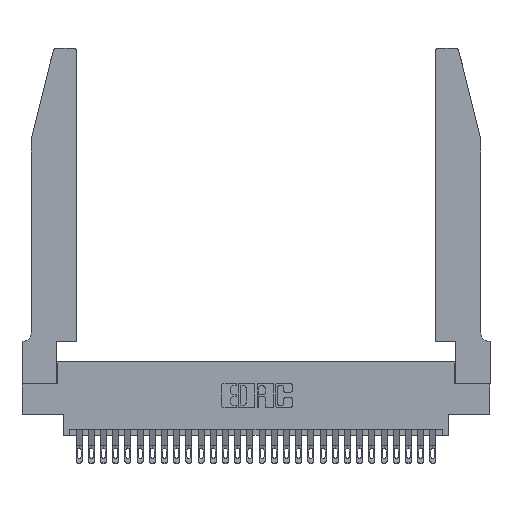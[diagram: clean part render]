
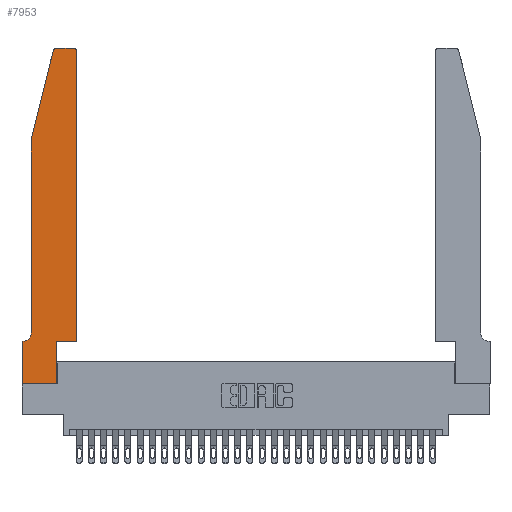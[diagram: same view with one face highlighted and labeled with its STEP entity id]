
A CAD part, top view. The second image highlights one B-rep face of the part: STEP entity #7953.
In plain terms, the highlighted planar face has unit normal (0, 0, 1).
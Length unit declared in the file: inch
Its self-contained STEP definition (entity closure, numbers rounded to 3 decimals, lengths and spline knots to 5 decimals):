
#100 = CARTESIAN_POINT ( 'NONE',  ( 0.2865, 0.35, 0.37 ) ) ;
#564 = EDGE_CURVE ( 'NONE', #25273, #3164, #15391, .T. ) ;
#756 = CARTESIAN_POINT ( 'NONE',  ( 0.25487, 2.72718, 0.37 ) ) ;
#870 = CARTESIAN_POINT ( 'NONE',  ( 0.2605, 2.75, 0.37 ) ) ;
#1220 = VERTEX_POINT ( 'NONE', #2503 ) ;
#1584 = DIRECTION ( 'NONE',  ( 0., -1., 0. ) ) ;
#1591 = ORIENTED_EDGE ( 'NONE', *, *, #5058, .T. ) ;
#1863 = DIRECTION ( 'NONE',  ( 0., -1., 0. ) ) ;
#2049 = ORIENTED_EDGE ( 'NONE', *, *, #564, .T. ) ;
#2503 = CARTESIAN_POINT ( 'NONE',  ( 0.0755, 2., 0.37 ) ) ;
#2713 = DIRECTION ( 'NONE',  ( -1., 0., 0. ) ) ;
#2736 = LINE ( 'NONE', #12040, #26255 ) ;
#2797 = CARTESIAN_POINT ( 'NONE',  ( 0.4505, 2.72, 0.37 ) ) ;
#3164 = VERTEX_POINT ( 'NONE', #15791 ) ;
#4002 = VERTEX_POINT ( 'NONE', #24914 ) ;
#5058 = EDGE_CURVE ( 'NONE', #6177, #25273, #23228, .T. ) ;
#5441 = ORIENTED_EDGE ( 'NONE', *, *, #19298, .T. ) ;
#5454 = VECTOR ( 'NONE', #18741, 39.37008 ) ;
#5754 = LINE ( 'NONE', #27832, #23829 ) ;
#6019 = LINE ( 'NONE', #100, #7497 ) ;
#6177 = VERTEX_POINT ( 'NONE', #2797 ) ;
#6342 = EDGE_CURVE ( 'NONE', #3164, #26102, #17228, .T. ) ;
#7181 = CARTESIAN_POINT ( 'NONE',  ( 0.284, 2.72, 0.37 ) ) ;
#7372 = EDGE_CURVE ( 'NONE', #1220, #23309, #5754, .T. ) ;
#7497 = VECTOR ( 'NONE', #16521, 39.37008 ) ;
#7506 = AXIS2_PLACEMENT_3D ( 'NONE', #10359, #29082, #24272 ) ;
#7953 = ADVANCED_FACE ( 'NONE', ( #17465 ), #21900, .T. ) ;
#8218 = EDGE_CURVE ( 'NONE', #4002, #29172, #25976, .T. ) ;
#9228 = LINE ( 'NONE', #25756, #14734 ) ;
#10025 = CARTESIAN_POINT ( 'NONE',  ( 0.4505, 0.35, 0.37 ) ) ;
#10359 = CARTESIAN_POINT ( 'NONE',  ( 0., 0.35, 0.37 ) ) ;
#10933 = DIRECTION ( 'NONE',  ( 0., 0., 1. ) ) ;
#12040 = CARTESIAN_POINT ( 'NONE',  ( 0.4505, 0.35, 0.37 ) ) ;
#12261 = VECTOR ( 'NONE', #17866, 39.37008 ) ;
#12407 = DIRECTION ( 'NONE',  ( 1., 0., 0. ) ) ;
#12512 = CARTESIAN_POINT ( 'NONE',  ( 0., 0., 0.37 ) ) ;
#13083 = CARTESIAN_POINT ( 'NONE',  ( 0.0055, 0.42, 0.37 ) ) ;
#13173 = CARTESIAN_POINT ( 'NONE',  ( 0.0755, 2., 0.37 ) ) ;
#13189 = CARTESIAN_POINT ( 'NONE',  ( 0.4205, 2.72, 0.37 ) ) ;
#13360 = LINE ( 'NONE', #15862, #19200 ) ;
#13374 = AXIS2_PLACEMENT_3D ( 'NONE', #13189, #10933, #17667 ) ;
#14124 = EDGE_CURVE ( 'NONE', #19742, #6177, #9228, .T. ) ;
#14389 = CARTESIAN_POINT ( 'NONE',  ( 0.2865, 0., 0.37 ) ) ;
#14407 = DIRECTION ( 'NONE',  ( 1., 0., 0. ) ) ;
#14438 = CARTESIAN_POINT ( 'NONE',  ( 0.0755, 0.42, 0.37 ) ) ;
#14734 = VECTOR ( 'NONE', #16573, 39.37008 ) ;
#15131 = CIRCLE ( 'NONE', #18567, 0.07 ) ;
#15391 = LINE ( 'NONE', #870, #5454 ) ;
#15621 = ORIENTED_EDGE ( 'NONE', *, *, #21785, .T. ) ;
#15791 = CARTESIAN_POINT ( 'NONE',  ( 0.284, 2.75, 0.37 ) ) ;
#15862 = CARTESIAN_POINT ( 'NONE',  ( 0.0755, 0.35, 0.37 ) ) ;
#16338 = ORIENTED_EDGE ( 'NONE', *, *, #23632, .T. ) ;
#16401 = VECTOR ( 'NONE', #1584, 39.37008 ) ;
#16521 = DIRECTION ( 'NONE',  ( 0., 1., 0. ) ) ;
#16573 = DIRECTION ( 'NONE',  ( 0., 1., 0. ) ) ;
#17228 = CIRCLE ( 'NONE', #22917, 0.03 ) ;
#17389 = LINE ( 'NONE', #19170, #18131 ) ;
#17465 = FACE_OUTER_BOUND ( 'NONE', #26273, .T. ) ;
#17667 = DIRECTION ( 'NONE',  ( 1., 0., 0. ) ) ;
#17866 = DIRECTION ( 'NONE',  ( -0.239, -0.971, 0. ) ) ;
#18131 = VECTOR ( 'NONE', #12407, 39.37008 ) ;
#18424 = CARTESIAN_POINT ( 'NONE',  ( 0.4205, 2.75, 0.37 ) ) ;
#18567 = AXIS2_PLACEMENT_3D ( 'NONE', #13083, #24728, #26970 ) ;
#18741 = DIRECTION ( 'NONE',  ( -1., 0., 0. ) ) ;
#19170 = CARTESIAN_POINT ( 'NONE',  ( 0., 0., 0.37 ) ) ;
#19200 = VECTOR ( 'NONE', #2713, 39.37008 ) ;
#19298 = EDGE_CURVE ( 'NONE', #23750, #4002, #13360, .T. ) ;
#19416 = ORIENTED_EDGE ( 'NONE', *, *, #14124, .T. ) ;
#19742 = VERTEX_POINT ( 'NONE', #10025 ) ;
#20648 = DIRECTION ( 'NONE',  ( 1., 0., 0. ) ) ;
#21471 = EDGE_CURVE ( 'NONE', #29172, #27826, #17389, .T. ) ;
#21785 = EDGE_CURVE ( 'NONE', #26102, #1220, #29543, .T. ) ;
#21900 = PLANE ( 'NONE',  #7506 ) ;
#22512 = CARTESIAN_POINT ( 'NONE',  ( 0., 0., 0.37 ) ) ;
#22917 = AXIS2_PLACEMENT_3D ( 'NONE', #7181, #27854, #20648 ) ;
#23228 = CIRCLE ( 'NONE', #13374, 0.03 ) ;
#23309 = VERTEX_POINT ( 'NONE', #14438 ) ;
#23632 = EDGE_CURVE ( 'NONE', #23309, #23750, #15131, .T. ) ;
#23750 = VERTEX_POINT ( 'NONE', #29833 ) ;
#23829 = VECTOR ( 'NONE', #1863, 39.37008 ) ;
#24244 = ORIENTED_EDGE ( 'NONE', *, *, #7372, .T. ) ;
#24272 = DIRECTION ( 'NONE',  ( 1., 0., 0. ) ) ;
#24728 = DIRECTION ( 'NONE',  ( 0., 0., -1. ) ) ;
#24758 = ORIENTED_EDGE ( 'NONE', *, *, #21471, .T. ) ;
#24914 = CARTESIAN_POINT ( 'NONE',  ( 0., 0.35, 0.37 ) ) ;
#25014 = VERTEX_POINT ( 'NONE', #29451 ) ;
#25273 = VERTEX_POINT ( 'NONE', #18424 ) ;
#25756 = CARTESIAN_POINT ( 'NONE',  ( 0.4505, 0.35, 0.37 ) ) ;
#25976 = LINE ( 'NONE', #22512, #16401 ) ;
#26102 = VERTEX_POINT ( 'NONE', #756 ) ;
#26255 = VECTOR ( 'NONE', #14407, 39.37008 ) ;
#26273 = EDGE_LOOP ( 'NONE', ( #2049, #26721, #15621, #24244, #16338, #5441, #26894, #24758, #26591, #27032, #19416, #1591 ) ) ;
#26591 = ORIENTED_EDGE ( 'NONE', *, *, #29636, .T. ) ;
#26721 = ORIENTED_EDGE ( 'NONE', *, *, #6342, .T. ) ;
#26894 = ORIENTED_EDGE ( 'NONE', *, *, #8218, .T. ) ;
#26970 = DIRECTION ( 'NONE',  ( -1., 0., 0. ) ) ;
#27032 = ORIENTED_EDGE ( 'NONE', *, *, #30342, .T. ) ;
#27826 = VERTEX_POINT ( 'NONE', #14389 ) ;
#27832 = CARTESIAN_POINT ( 'NONE',  ( 0.0755, 2., 0.37 ) ) ;
#27854 = DIRECTION ( 'NONE',  ( 0., 0., 1. ) ) ;
#29082 = DIRECTION ( 'NONE',  ( 0., 0., 1. ) ) ;
#29172 = VERTEX_POINT ( 'NONE', #12512 ) ;
#29451 = CARTESIAN_POINT ( 'NONE',  ( 0.2865, 0.35, 0.37 ) ) ;
#29543 = LINE ( 'NONE', #13173, #12261 ) ;
#29636 = EDGE_CURVE ( 'NONE', #27826, #25014, #6019, .T. ) ;
#29833 = CARTESIAN_POINT ( 'NONE',  ( 0.0055, 0.35, 0.37 ) ) ;
#30342 = EDGE_CURVE ( 'NONE', #25014, #19742, #2736, .T. ) ;
